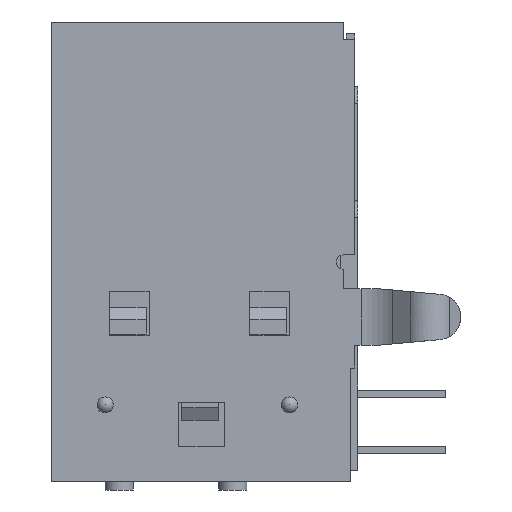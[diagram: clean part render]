
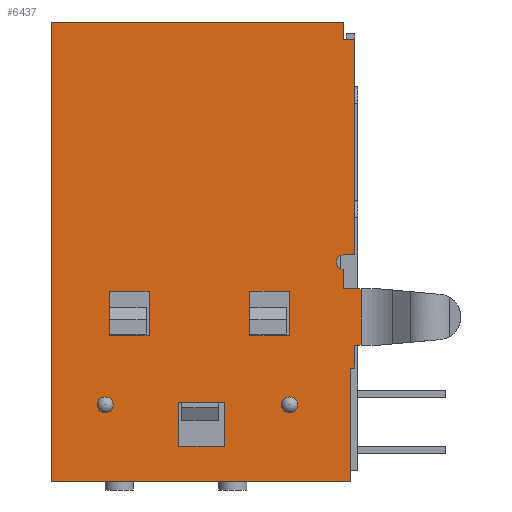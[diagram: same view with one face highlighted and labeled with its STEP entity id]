
A CAD part, left-side view. The second image highlights one B-rep face of the part: STEP entity #6437.
In plain terms, the highlighted planar face has unit normal (-1, 0, 0).
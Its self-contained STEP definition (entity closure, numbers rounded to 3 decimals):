
#119=CIRCLE('',#6855,0.25);
#120=CIRCLE('',#6856,0.283);
#121=CIRCLE('',#6857,0.283);
#1202=ORIENTED_EDGE('',*,*,#2588,.T.);
#1203=ORIENTED_EDGE('',*,*,#2589,.T.);
#1204=ORIENTED_EDGE('',*,*,#2590,.T.);
#1205=ORIENTED_EDGE('',*,*,#2591,.T.);
#1206=ORIENTED_EDGE('',*,*,#2592,.F.);
#1207=ORIENTED_EDGE('',*,*,#2593,.F.);
#1208=ORIENTED_EDGE('',*,*,#2594,.F.);
#1209=ORIENTED_EDGE('',*,*,#2595,.T.);
#1210=ORIENTED_EDGE('',*,*,#2596,.T.);
#1211=ORIENTED_EDGE('',*,*,#2597,.F.);
#1212=ORIENTED_EDGE('',*,*,#2598,.F.);
#1213=ORIENTED_EDGE('',*,*,#2599,.F.);
#1214=ORIENTED_EDGE('',*,*,#2600,.F.);
#1215=ORIENTED_EDGE('',*,*,#2601,.F.);
#1216=ORIENTED_EDGE('',*,*,#2602,.F.);
#1217=ORIENTED_EDGE('',*,*,#2603,.F.);
#1218=ORIENTED_EDGE('',*,*,#2604,.F.);
#1219=ORIENTED_EDGE('',*,*,#2605,.F.);
#1220=ORIENTED_EDGE('',*,*,#2606,.F.);
#1221=ORIENTED_EDGE('',*,*,#2607,.T.);
#1222=ORIENTED_EDGE('',*,*,#2608,.T.);
#1223=ORIENTED_EDGE('',*,*,#2609,.T.);
#1224=ORIENTED_EDGE('',*,*,#2610,.T.);
#1225=ORIENTED_EDGE('',*,*,#2611,.T.);
#1226=ORIENTED_EDGE('',*,*,#2612,.T.);
#1227=ORIENTED_EDGE('',*,*,#2613,.T.);
#1228=ORIENTED_EDGE('',*,*,#2614,.T.);
#1229=ORIENTED_EDGE('',*,*,#2615,.T.);
#1230=ORIENTED_EDGE('',*,*,#2616,.T.);
#2588=EDGE_CURVE('',#3360,#3361,#4095,.T.);
#2589=EDGE_CURVE('',#3361,#3362,#4096,.T.);
#2590=EDGE_CURVE('',#3362,#3363,#4097,.T.);
#2591=EDGE_CURVE('',#3363,#3360,#4098,.T.);
#2592=EDGE_CURVE('',#3364,#3365,#4099,.T.);
#2593=EDGE_CURVE('',#3366,#3364,#4100,.T.);
#2594=EDGE_CURVE('',#3367,#3366,#4101,.T.);
#2595=EDGE_CURVE('',#3367,#3368,#4102,.T.);
#2596=EDGE_CURVE('',#3368,#3369,#4103,.T.);
#2597=EDGE_CURVE('',#3370,#3369,#4104,.T.);
#2598=EDGE_CURVE('',#3371,#3370,#4105,.T.);
#2599=EDGE_CURVE('',#3372,#3371,#4106,.T.);
#2600=EDGE_CURVE('',#3373,#3372,#4107,.T.);
#2601=EDGE_CURVE('',#3374,#3373,#4108,.T.);
#2602=EDGE_CURVE('',#3375,#3374,#4109,.T.);
#2603=EDGE_CURVE('',#3376,#3375,#4110,.T.);
#2604=EDGE_CURVE('',#3377,#3376,#119,.F.);
#2605=EDGE_CURVE('',#3378,#3377,#4111,.T.);
#2606=EDGE_CURVE('',#3365,#3378,#4112,.T.);
#2607=EDGE_CURVE('',#3379,#3379,#120,.T.);
#2608=EDGE_CURVE('',#3380,#3380,#121,.T.);
#2609=EDGE_CURVE('',#3381,#3382,#4113,.T.);
#2610=EDGE_CURVE('',#3382,#3383,#4114,.T.);
#2611=EDGE_CURVE('',#3383,#3384,#4115,.T.);
#2612=EDGE_CURVE('',#3384,#3381,#4116,.T.);
#2613=EDGE_CURVE('',#3385,#3386,#4117,.T.);
#2614=EDGE_CURVE('',#3386,#3387,#4118,.T.);
#2615=EDGE_CURVE('',#3387,#3388,#4119,.T.);
#2616=EDGE_CURVE('',#3388,#3385,#4120,.T.);
#3360=VERTEX_POINT('',#9852);
#3361=VERTEX_POINT('',#9853);
#3362=VERTEX_POINT('',#9855);
#3363=VERTEX_POINT('',#9857);
#3364=VERTEX_POINT('',#9860);
#3365=VERTEX_POINT('',#9861);
#3366=VERTEX_POINT('',#9863);
#3367=VERTEX_POINT('',#9865);
#3368=VERTEX_POINT('',#9867);
#3369=VERTEX_POINT('',#9869);
#3370=VERTEX_POINT('',#9871);
#3371=VERTEX_POINT('',#9873);
#3372=VERTEX_POINT('',#9875);
#3373=VERTEX_POINT('',#9877);
#3374=VERTEX_POINT('',#9879);
#3375=VERTEX_POINT('',#9881);
#3376=VERTEX_POINT('',#9883);
#3377=VERTEX_POINT('',#9885);
#3378=VERTEX_POINT('',#9887);
#3379=VERTEX_POINT('',#9890);
#3380=VERTEX_POINT('',#9892);
#3381=VERTEX_POINT('',#9894);
#3382=VERTEX_POINT('',#9895);
#3383=VERTEX_POINT('',#9897);
#3384=VERTEX_POINT('',#9899);
#3385=VERTEX_POINT('',#9902);
#3386=VERTEX_POINT('',#9903);
#3387=VERTEX_POINT('',#9905);
#3388=VERTEX_POINT('',#9907);
#4095=LINE('',#9851,#4895);
#4096=LINE('',#9854,#4896);
#4097=LINE('',#9856,#4897);
#4098=LINE('',#9858,#4898);
#4099=LINE('',#9859,#4899);
#4100=LINE('',#9862,#4900);
#4101=LINE('',#9864,#4901);
#4102=LINE('',#9866,#4902);
#4103=LINE('',#9868,#4903);
#4104=LINE('',#9870,#4904);
#4105=LINE('',#9872,#4905);
#4106=LINE('',#9874,#4906);
#4107=LINE('',#9876,#4907);
#4108=LINE('',#9878,#4908);
#4109=LINE('',#9880,#4909);
#4110=LINE('',#9882,#4910);
#4111=LINE('',#9886,#4911);
#4112=LINE('',#9888,#4912);
#4113=LINE('',#9893,#4913);
#4114=LINE('',#9896,#4914);
#4115=LINE('',#9898,#4915);
#4116=LINE('',#9900,#4916);
#4117=LINE('',#9901,#4917);
#4118=LINE('',#9904,#4918);
#4119=LINE('',#9906,#4919);
#4120=LINE('',#9908,#4920);
#4895=VECTOR('',#8001,1000.);
#4896=VECTOR('',#8002,1000.);
#4897=VECTOR('',#8003,1000.);
#4898=VECTOR('',#8004,1000.);
#4899=VECTOR('',#8005,1000.);
#4900=VECTOR('',#8006,1000.);
#4901=VECTOR('',#8007,1000.);
#4902=VECTOR('',#8008,1000.);
#4903=VECTOR('',#8009,1000.);
#4904=VECTOR('',#8010,1000.);
#4905=VECTOR('',#8011,1000.);
#4906=VECTOR('',#8012,1000.);
#4907=VECTOR('',#8013,1000.);
#4908=VECTOR('',#8014,1000.);
#4909=VECTOR('',#8015,1000.);
#4910=VECTOR('',#8016,1000.);
#4911=VECTOR('',#8019,1000.);
#4912=VECTOR('',#8020,1000.);
#4913=VECTOR('',#8025,1000.);
#4914=VECTOR('',#8026,1000.);
#4915=VECTOR('',#8027,1000.);
#4916=VECTOR('',#8028,1000.);
#4917=VECTOR('',#8029,1000.);
#4918=VECTOR('',#8030,1000.);
#4919=VECTOR('',#8031,1000.);
#4920=VECTOR('',#8032,1000.);
#5431=EDGE_LOOP('',(#1202,#1203,#1204,#1205));
#5432=EDGE_LOOP('',(#1206,#1207,#1208,#1209,#1210,#1211,#1212,#1213,#1214,
#1215,#1216,#1217,#1218,#1219,#1220));
#5433=EDGE_LOOP('',(#1221));
#5434=EDGE_LOOP('',(#1222));
#5435=EDGE_LOOP('',(#1223,#1224,#1225,#1226));
#5436=EDGE_LOOP('',(#1227,#1228,#1229,#1230));
#5805=FACE_BOUND('',#5431,.T.);
#5806=FACE_BOUND('',#5432,.T.);
#5807=FACE_BOUND('',#5433,.T.);
#5808=FACE_BOUND('',#5434,.T.);
#5809=FACE_BOUND('',#5435,.T.);
#5810=FACE_BOUND('',#5436,.T.);
#6138=PLANE('',#6854);
#6437=ADVANCED_FACE('',(#5805,#5806,#5807,#5808,#5809,#5810),#6138,.F.);
#6854=AXIS2_PLACEMENT_3D('',#9850,#7999,#8000);
#6855=AXIS2_PLACEMENT_3D('',#9884,#8017,#8018);
#6856=AXIS2_PLACEMENT_3D('',#9889,#8021,#8022);
#6857=AXIS2_PLACEMENT_3D('',#9891,#8023,#8024);
#7999=DIRECTION('',(1.,0.,0.));
#8000=DIRECTION('',(0.,0.,-1.));
#8001=DIRECTION('',(0.,0.,1.));
#8002=DIRECTION('',(0.,-1.,0.));
#8003=DIRECTION('',(0.,0.,-1.));
#8004=DIRECTION('',(0.,1.,0.));
#8005=DIRECTION('',(0.,-1.,0.));
#8006=DIRECTION('',(0.,0.,-1.));
#8007=DIRECTION('',(0.,-1.,0.));
#8008=DIRECTION('',(0.,0.,-1.));
#8009=DIRECTION('',(0.,-1.,0.));
#8010=DIRECTION('',(0.,0.,-1.));
#8011=DIRECTION('',(0.,1.,0.));
#8012=DIRECTION('',(0.,0.,-1.));
#8013=DIRECTION('',(0.,1.,0.));
#8014=DIRECTION('',(0.,0.,-1.));
#8015=DIRECTION('',(0.,-1.,0.));
#8016=DIRECTION('',(0.,0.,-1.));
#8017=DIRECTION('',(1.,0.,0.));
#8018=DIRECTION('',(0.,0.,-1.));
#8019=DIRECTION('',(0.,1.,0.));
#8020=DIRECTION('',(0.,0.,-1.));
#8021=DIRECTION('',(1.,0.,0.));
#8022=DIRECTION('',(0.,0.,-1.));
#8023=DIRECTION('',(1.,0.,0.));
#8024=DIRECTION('',(0.,0.,-1.));
#8025=DIRECTION('',(0.,0.,1.));
#8026=DIRECTION('',(0.,-1.,0.));
#8027=DIRECTION('',(0.,0.,-1.));
#8028=DIRECTION('',(0.,1.,0.));
#8029=DIRECTION('',(0.,0.,1.));
#8030=DIRECTION('',(0.,-1.,0.));
#8031=DIRECTION('',(0.,0.,-1.));
#8032=DIRECTION('',(0.,1.,0.));
#9850=CARTESIAN_POINT('',(-6.05,10.7,8.1));
#9851=CARTESIAN_POINT('',(-6.05,6.2,-6.87));
#9852=CARTESIAN_POINT('',(-6.05,6.2,-6.87));
#9853=CARTESIAN_POINT('',(-6.05,6.2,-5.3));
#9854=CARTESIAN_POINT('',(-6.05,6.2,-5.3));
#9855=CARTESIAN_POINT('',(-6.05,4.6,-5.3));
#9856=CARTESIAN_POINT('',(-6.05,4.6,-5.3));
#9857=CARTESIAN_POINT('',(-6.05,4.6,-6.87));
#9858=CARTESIAN_POINT('',(-6.05,4.6,-6.87));
#9859=CARTESIAN_POINT('',(-6.05,0.4,7.487));
#9860=CARTESIAN_POINT('',(-6.05,0.4,7.487));
#9861=CARTESIAN_POINT('',(-6.05,0.,7.487));
#9862=CARTESIAN_POINT('',(-6.05,0.4,8.1));
#9863=CARTESIAN_POINT('',(-6.05,0.4,8.1));
#9864=CARTESIAN_POINT('',(-6.05,10.7,8.1));
#9865=CARTESIAN_POINT('',(-6.05,10.7,8.1));
#9866=CARTESIAN_POINT('',(-6.05,10.7,8.1));
#9867=CARTESIAN_POINT('',(-6.05,10.7,-8.1));
#9868=CARTESIAN_POINT('',(-6.05,10.7,-8.1));
#9869=CARTESIAN_POINT('',(-6.05,0.15,-8.1));
#9870=CARTESIAN_POINT('',(-6.05,0.15,8.1));
#9871=CARTESIAN_POINT('',(-6.05,0.15,-4.1));
#9872=CARTESIAN_POINT('',(-6.05,10.7,-4.1));
#9873=CARTESIAN_POINT('',(-6.05,0.,-4.1));
#9874=CARTESIAN_POINT('',(-6.05,0.,8.1));
#9875=CARTESIAN_POINT('',(-6.05,0.,-3.3));
#9876=CARTESIAN_POINT('',(-6.05,10.7,-3.3));
#9877=CARTESIAN_POINT('',(-6.05,-0.223,-3.3));
#9878=CARTESIAN_POINT('',(-6.05,-0.223,8.1));
#9879=CARTESIAN_POINT('',(-6.05,-0.223,-1.3));
#9880=CARTESIAN_POINT('',(-6.05,10.7,-1.3));
#9881=CARTESIAN_POINT('',(-6.05,0.4,-1.3));
#9882=CARTESIAN_POINT('',(-6.05,0.4,8.1));
#9883=CARTESIAN_POINT('',(-6.05,0.4,-0.613));
#9884=CARTESIAN_POINT('',(-6.05,0.4,-0.363));
#9885=CARTESIAN_POINT('',(-6.05,0.4,-0.113));
#9886=CARTESIAN_POINT('',(-6.05,10.7,-0.113));
#9887=CARTESIAN_POINT('',(-6.05,0.,-0.113));
#9888=CARTESIAN_POINT('',(-6.05,0.,8.1));
#9889=CARTESIAN_POINT('',(-6.05,8.8,-5.4));
#9890=CARTESIAN_POINT('',(-6.05,8.8,-5.683));
#9891=CARTESIAN_POINT('',(-6.05,2.3,-5.4));
#9892=CARTESIAN_POINT('',(-6.05,2.3,-5.683));
#9893=CARTESIAN_POINT('',(-6.05,3.7,-2.97));
#9894=CARTESIAN_POINT('',(-6.05,3.7,-2.97));
#9895=CARTESIAN_POINT('',(-6.05,3.7,-1.4));
#9896=CARTESIAN_POINT('',(-6.05,3.7,-1.4));
#9897=CARTESIAN_POINT('',(-6.05,2.3,-1.4));
#9898=CARTESIAN_POINT('',(-6.05,2.3,-1.4));
#9899=CARTESIAN_POINT('',(-6.05,2.3,-2.97));
#9900=CARTESIAN_POINT('',(-6.05,2.3,-2.97));
#9901=CARTESIAN_POINT('',(-6.05,8.65,-2.97));
#9902=CARTESIAN_POINT('',(-6.05,8.65,-2.97));
#9903=CARTESIAN_POINT('',(-6.05,8.65,-1.4));
#9904=CARTESIAN_POINT('',(-6.05,8.65,-1.4));
#9905=CARTESIAN_POINT('',(-6.05,7.25,-1.4));
#9906=CARTESIAN_POINT('',(-6.05,7.25,-1.4));
#9907=CARTESIAN_POINT('',(-6.05,7.25,-2.97));
#9908=CARTESIAN_POINT('',(-6.05,7.25,-2.97));
